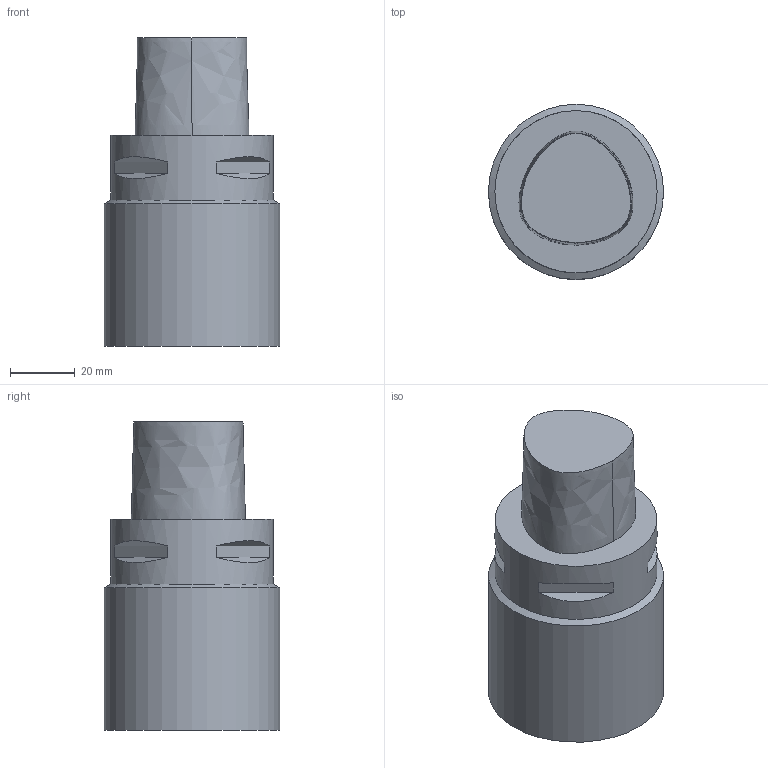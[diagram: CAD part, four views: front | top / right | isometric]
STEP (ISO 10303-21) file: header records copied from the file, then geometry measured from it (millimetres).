
FILE_DESCRIPTION(/* description */ (''),/* implementation_level */ '2;1');
FILE_NAME(/* name */ 'C5-391.0760-03.stp',/* time_stamp */ '2017-10-23T16:42:14+05:00',/* author */ (''),/* organization */ (''),/* preprocessor_version */ 'ST-DEVELOPER v16',/* originating_system */ 'SIEMENS PLM Software NX 11.0',/* authorisation */ '');
FILE_SCHEMA (('AUTOMOTIVE_DESIGN { 1 0 10303 214 3 1 1 1 }'));
Length unit declared in the file: millimetre
Products named in the file (1): C5-391.0760-03
Bounding box: 54 x 54 x 95 mm (x, y, z)
Volume: 162656.7 mm3; surface area: 21998.1 mm2
Topology: 2 solids, 2 shells, 25 faces, 48 edges, 33 vertices
Faces by surface type: plane 18, cylinder 4, bspline 2, cone 1
Full cylindrical faces by diameter (mm): 16 x1, 16.4 x1, 50 x1, 54 x1
Entity records: 3190 total; most frequent: CARTESIAN_POINT 2633, DIRECTION 109, ORIENTED_EDGE 84, AXIS2_PLACEMENT_3D 44, EDGE_CURVE 42, EDGE_LOOP 36, VERTEX_POINT 32, ADVANCED_FACE 25
